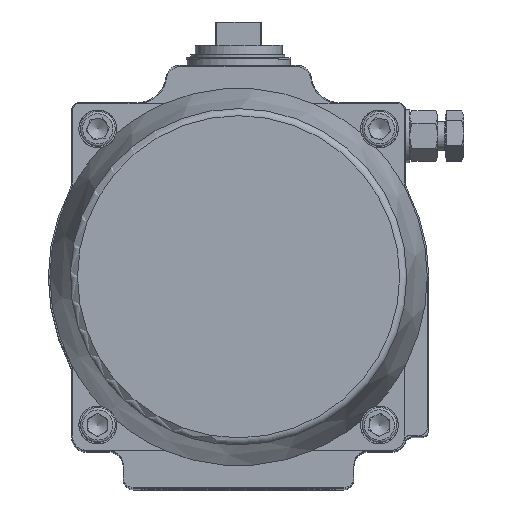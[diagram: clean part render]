
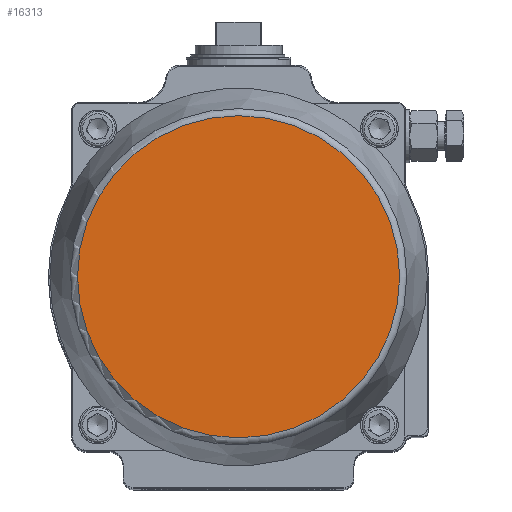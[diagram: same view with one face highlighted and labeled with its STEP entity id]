
A CAD part, top view. The second image highlights one B-rep face of the part: STEP entity #16313.
In plain terms, the highlighted face is planar.
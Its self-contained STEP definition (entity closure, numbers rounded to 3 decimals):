
#5226=ORIENTED_EDGE('',*,*,#8939,.T.);
#8939=EDGE_CURVE('',#10904,#10904,#12197,.T.);
#10904=VERTEX_POINT('',#29549);
#12197=CIRCLE('',#18161,110.958);
#13501=EDGE_LOOP('',(#5226));
#14830=FACE_BOUND('',#13501,.T.);
#15623=PLANE('',#18160);
#16313=ADVANCED_FACE('',(#14830),#15623,.F.);
#18160=AXIS2_PLACEMENT_3D('',#29547,#22146,#22147);
#18161=AXIS2_PLACEMENT_3D('',#29548,#22148,#22149);
#22146=DIRECTION('',(0.,-1.,0.));
#22147=DIRECTION('',(0.,0.,-1.));
#22148=DIRECTION('',(0.,1.,0.));
#22149=DIRECTION('',(0.,0.,-1.));
#29547=CARTESIAN_POINT('',(0.,96.,0.));
#29548=CARTESIAN_POINT('',(0.,96.,0.));
#29549=CARTESIAN_POINT('',(0.,96.,-110.958));
